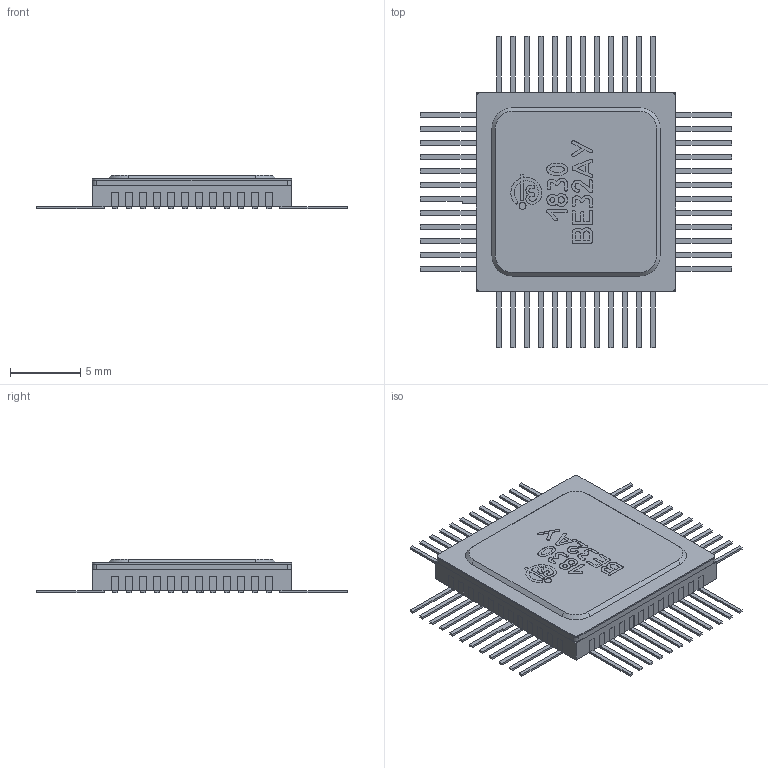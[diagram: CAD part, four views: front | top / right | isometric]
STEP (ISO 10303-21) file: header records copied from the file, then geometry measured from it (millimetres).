
FILE_DESCRIPTION( ( 'Unknown' ), '1' );
FILE_NAME( 'H16482B-1830ВЕ32АУ.stp', 'Unknown', ( 'Unknown' ), ( 'Unknown' ), 'PSStep 17.0.49', 'Unknown', ' ' );
FILE_SCHEMA( ( 'AUTOMOTIVE_DESIGN { 1 0 10303 214 1 1 1 1 }' ) );
Length unit declared in the file: millimetre
Products named in the file (52): Assem1
Assembly tree (51 placements, depth 2):
  Assem1
    (unnamed)
    (unnamed)
    (unnamed)
    (unnamed)
    (unnamed)
    (unnamed)
    (unnamed)
    (unnamed)
    (unnamed)
    (unnamed)
    (unnamed)
    (unnamed)
    (unnamed)
    (unnamed)
    (unnamed)
    (unnamed)
    (unnamed)
    (unnamed)
    (unnamed)
    (unnamed)
    (unnamed)
    (unnamed)
    (unnamed)
    (unnamed)
    (unnamed)
    (unnamed)
    (unnamed)
    (unnamed)
    (unnamed)
    (unnamed)
    (unnamed)
    (unnamed)
    (unnamed)
    (unnamed)
    (unnamed)
    (unnamed)
    (unnamed)
    (unnamed)
    (unnamed)
    (unnamed)
    (unnamed)
    (unnamed)
    (unnamed)
    (unnamed)
    (unnamed)
    (unnamed)
    (unnamed)
    (unnamed)
    (unnamed)
    (unnamed)
    (unnamed)
Bounding box: 22.2 x 22.2 x 2.4 mm (x, y, z)
Volume: 255.8 mm3; surface area: 1330.3 mm2
Topology: 51 solids, 51 shells, 1230 faces, 3303 edges, 2202 vertices
Faces by surface type: plane 1162, cylinder 35, extrusion 25, cone 8
Full cylindrical faces by diameter (mm): 0.5 x1
Entity records: 54662 total; most frequent: CARTESIAN_POINT 8471, ORIENTED_EDGE 6596, DIRECTION 5873, EDGE_CURVE 3298, VECTOR 3187, LINE 3162, PRESENTATION_STYLE_ASSIGNMENT 2393, COLOUR_RGB 2393
